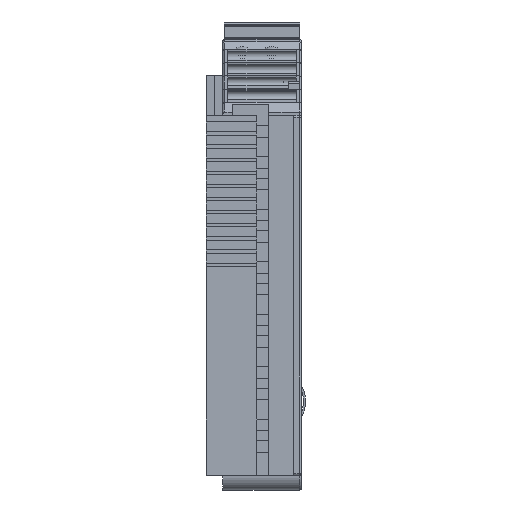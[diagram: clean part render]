
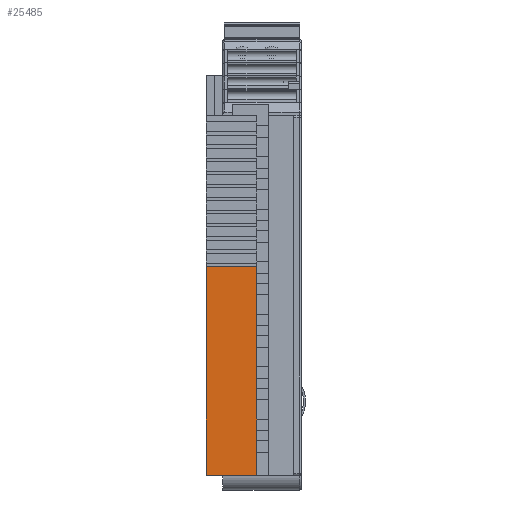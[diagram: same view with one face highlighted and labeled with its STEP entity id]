
A CAD part, front view. The second image highlights one B-rep face of the part: STEP entity #25485.
In plain terms, the highlighted planar face has unit normal (0, -1, 0).
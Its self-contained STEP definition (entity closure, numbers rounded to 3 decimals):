
#285 = PLANE ( 'NONE',  #24067 ) ;
#838 = LINE ( 'NONE', #23622, #28336 ) ;
#5342 = ORIENTED_EDGE ( 'NONE', *, *, #31072, .F. ) ;
#5401 = VECTOR ( 'NONE', #28343, 1000. ) ;
#6894 = CARTESIAN_POINT ( 'NONE',  ( -0.8, -52.822, -0.766 ) ) ;
#7531 = DIRECTION ( 'NONE',  ( 0., 1., 0. ) ) ;
#7961 = CARTESIAN_POINT ( 'NONE',  ( -0.8, -52.822, -0.766 ) ) ;
#8427 = VERTEX_POINT ( 'NONE', #7961 ) ;
#12129 = VERTEX_POINT ( 'NONE', #44704 ) ;
#12371 = CARTESIAN_POINT ( 'NONE',  ( -0.8, -52.822, -32.566 ) ) ;
#13995 = EDGE_LOOP ( 'NONE', ( #44369, #31770, #39623, #5342 ) ) ;
#16775 = EDGE_CURVE ( 'NONE', #36893, #8427, #18393, .T. ) ;
#18393 = LINE ( 'NONE', #43964, #45669 ) ;
#19288 = FACE_OUTER_BOUND ( 'NONE', #13995, .T. ) ;
#22578 = DIRECTION ( 'NONE',  ( -1., 0., 0. ) ) ;
#22806 = DIRECTION ( 'NONE',  ( 0., 0., 1. ) ) ;
#23622 = CARTESIAN_POINT ( 'NONE',  ( -8.5, -52.822, -36.239 ) ) ;
#24067 = AXIS2_PLACEMENT_3D ( 'NONE', #28961, #7531, #32530 ) ;
#25485 = ADVANCED_FACE ( 'NONE', ( #19288 ), #285, .F. ) ;
#27031 = CARTESIAN_POINT ( 'NONE',  ( -8.5, -52.822, -32.566 ) ) ;
#27211 = DIRECTION ( 'NONE',  ( 0., 0., 1. ) ) ;
#28336 = VECTOR ( 'NONE', #27211, 1000. ) ;
#28343 = DIRECTION ( 'NONE',  ( -1., 0., 0. ) ) ;
#28937 = VECTOR ( 'NONE', #22578, 1000. ) ;
#28961 = CARTESIAN_POINT ( 'NONE',  ( 6., -52.822, 22.234 ) ) ;
#31072 = EDGE_CURVE ( 'NONE', #36893, #44105, #38395, .T. ) ;
#31770 = ORIENTED_EDGE ( 'NONE', *, *, #31799, .T. ) ;
#31799 = EDGE_CURVE ( 'NONE', #8427, #12129, #41182, .T. ) ;
#32163 = EDGE_CURVE ( 'NONE', #44105, #12129, #838, .T. ) ;
#32530 = DIRECTION ( 'NONE',  ( 0., 0., 1. ) ) ;
#36764 = CARTESIAN_POINT ( 'NONE',  ( 6., -52.822, -32.566 ) ) ;
#36893 = VERTEX_POINT ( 'NONE', #12371 ) ;
#38395 = LINE ( 'NONE', #36764, #28937 ) ;
#39623 = ORIENTED_EDGE ( 'NONE', *, *, #32163, .F. ) ;
#41182 = LINE ( 'NONE', #6894, #5401 ) ;
#43964 = CARTESIAN_POINT ( 'NONE',  ( -0.8, -52.822, -34.817 ) ) ;
#44105 = VERTEX_POINT ( 'NONE', #27031 ) ;
#44369 = ORIENTED_EDGE ( 'NONE', *, *, #16775, .T. ) ;
#44704 = CARTESIAN_POINT ( 'NONE',  ( -8.5, -52.822, -0.766 ) ) ;
#45669 = VECTOR ( 'NONE', #22806, 1000. ) ;
